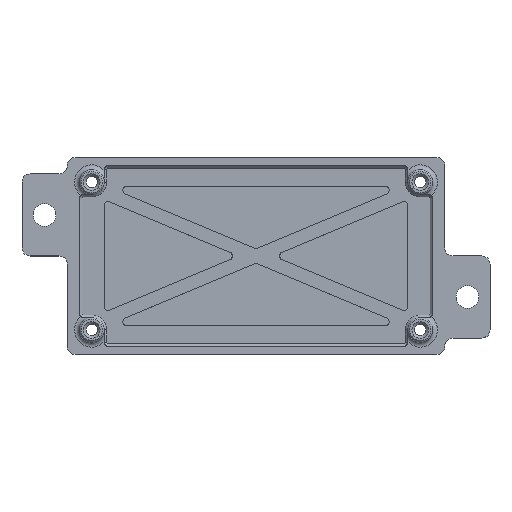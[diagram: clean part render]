
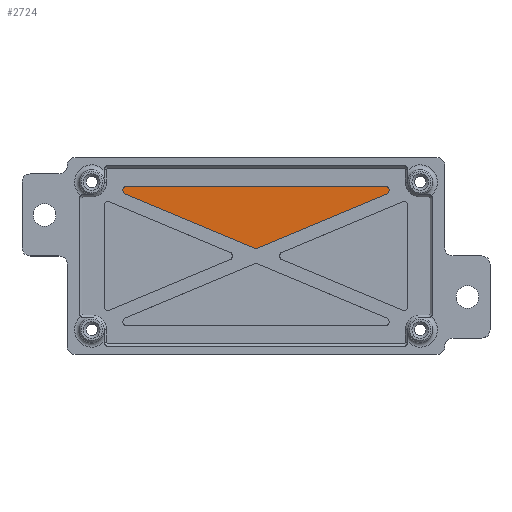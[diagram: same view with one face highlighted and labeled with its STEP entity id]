
A CAD part, top view. The second image highlights one B-rep face of the part: STEP entity #2724.
In plain terms, the highlighted planar face has unit normal (0, 0, 1).
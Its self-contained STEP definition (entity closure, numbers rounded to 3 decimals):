
#234=CIRCLE('',#3022,1.);
#240=CIRCLE('',#3040,1.);
#241=CIRCLE('',#3042,1.);
#430=FACE_OUTER_BOUND('',#614,.T.);
#614=EDGE_LOOP('',(#2417,#2418,#2419,#2420,#2421,#2422));
#835=LINE('',#4689,#1069);
#855=LINE('',#4740,#1089);
#856=LINE('',#4742,#1090);
#1069=VECTOR('',#3800,10.);
#1089=VECTOR('',#3856,10.);
#1090=VECTOR('',#3857,10.);
#1317=VERTEX_POINT('',#4682);
#1318=VERTEX_POINT('',#4683);
#1319=VERTEX_POINT('',#4688);
#1331=VERTEX_POINT('',#4734);
#1332=VERTEX_POINT('',#4735);
#1333=VERTEX_POINT('',#4741);
#1683=EDGE_CURVE('',#1317,#1318,#234,.T.);
#1686=EDGE_CURVE('',#1319,#1317,#835,.F.);
#1709=EDGE_CURVE('',#1331,#1332,#240,.T.);
#1712=EDGE_CURVE('',#1318,#1331,#855,.F.);
#1713=EDGE_CURVE('',#1332,#1333,#856,.F.);
#1714=EDGE_CURVE('',#1333,#1319,#241,.T.);
#2417=ORIENTED_EDGE('',*,*,#1683,.T.);
#2418=ORIENTED_EDGE('',*,*,#1712,.T.);
#2419=ORIENTED_EDGE('',*,*,#1709,.T.);
#2420=ORIENTED_EDGE('',*,*,#1713,.T.);
#2421=ORIENTED_EDGE('',*,*,#1714,.T.);
#2422=ORIENTED_EDGE('',*,*,#1686,.T.);
#2566=PLANE('',#3041);
#2724=ADVANCED_FACE('',(#430),#2566,.F.);
#3022=AXIS2_PLACEMENT_3D('',#4684,#3794,#3795);
#3040=AXIS2_PLACEMENT_3D('',#4736,#3850,#3851);
#3041=AXIS2_PLACEMENT_3D('',#4739,#3854,#3855);
#3042=AXIS2_PLACEMENT_3D('',#4743,#3858,#3859);
#3794=DIRECTION('center_axis',(0.,0.,1.));
#3795=DIRECTION('ref_axis',(-0.98,0.197,0.));
#3800=DIRECTION('',(1.,0.,0.));
#3850=DIRECTION('center_axis',(0.,0.,1.));
#3851=DIRECTION('ref_axis',(0.,-1.,0.));
#3854=DIRECTION('center_axis',(0.,0.,-1.));
#3855=DIRECTION('ref_axis',(-1.,0.,0.));
#3856=DIRECTION('',(-0.922,0.387,0.));
#3857=DIRECTION('',(-0.922,-0.387,0.));
#3858=DIRECTION('center_axis',(0.,0.,1.));
#3859=DIRECTION('ref_axis',(0.98,0.197,0.));
#4682=CARTESIAN_POINT('',(-31.443,17.,-7.));
#4683=CARTESIAN_POINT('',(-31.829,15.078,-7.));
#4684=CARTESIAN_POINT('Origin',(-31.443,16.,-7.));
#4688=CARTESIAN_POINT('',(31.443,17.,-7.));
#4689=CARTESIAN_POINT('',(-18.207,17.,-7.));
#4734=CARTESIAN_POINT('',(-0.387,1.897,-7.));
#4735=CARTESIAN_POINT('',(0.387,1.897,-7.));
#4736=CARTESIAN_POINT('Origin',(0.,2.819,-7.));
#4739=CARTESIAN_POINT('Origin',(0.,0.,-7.));
#4740=CARTESIAN_POINT('',(0.309,1.605,-7.));
#4741=CARTESIAN_POINT('',(31.829,15.078,-7.));
#4742=CARTESIAN_POINT('',(17.898,9.238,-7.));
#4743=CARTESIAN_POINT('Origin',(31.443,16.,-7.));
